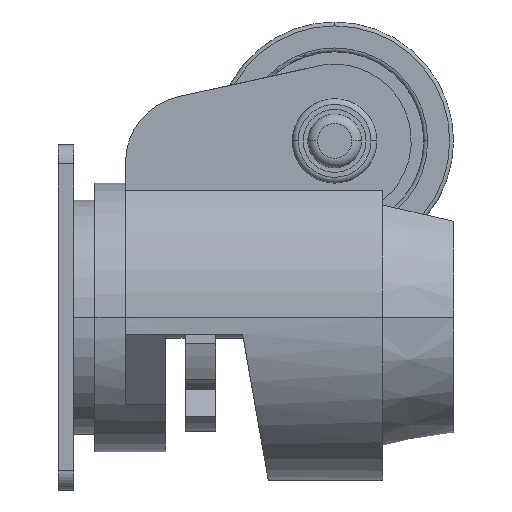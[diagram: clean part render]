
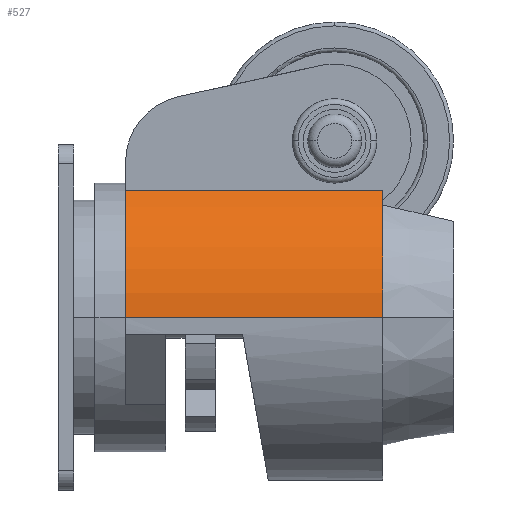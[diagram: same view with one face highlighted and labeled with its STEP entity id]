
A CAD part, left-side view. The second image highlights one B-rep face of the part: STEP entity #527.
In plain terms, the highlighted cylindrical face has radius 42.5 mm (diameter 85 mm), a partial arc.
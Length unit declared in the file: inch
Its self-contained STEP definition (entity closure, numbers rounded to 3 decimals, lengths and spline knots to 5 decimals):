
#14 = EDGE_CURVE ( 'NONE', #1693, #926, #2890, .T. ) ;
#19 = VECTOR ( 'NONE', #2061, 39.37008 ) ;
#129 = CYLINDRICAL_SURFACE ( 'NONE', #5678, 1.67323 ) ;
#527 = ADVANCED_FACE ( 'NONE', ( #4559 ), #129, .T. ) ;
#658 = AXIS2_PLACEMENT_3D ( 'NONE', #5102, #1003, #2813 ) ;
#926 = VERTEX_POINT ( 'NONE', #4371 ) ;
#1003 = DIRECTION ( 'NONE',  ( 0., 1., 0. ) ) ;
#1186 = CARTESIAN_POINT ( 'NONE',  ( -1.04461, -3.32677, 1.30709 ) ) ;
#1260 = CARTESIAN_POINT ( 'NONE',  ( -1.04461, -2.00787, 1.30709 ) ) ;
#1693 = VERTEX_POINT ( 'NONE', #4700 ) ;
#1789 = DIRECTION ( 'NONE',  ( 0., 1., 0. ) ) ;
#2061 = DIRECTION ( 'NONE',  ( 0., 1., 0. ) ) ;
#2274 = CARTESIAN_POINT ( 'NONE',  ( -1.04461, -0.68898, 1.30709 ) ) ;
#2335 = VECTOR ( 'NONE', #5180, 39.37008 ) ;
#2397 = DIRECTION ( 'NONE',  ( 1., 0., 0. ) ) ;
#2813 = DIRECTION ( 'NONE',  ( 1., 0., 0. ) ) ;
#2856 = CARTESIAN_POINT ( 'NONE',  ( -1.67323, -2.00787, 0. ) ) ;
#2871 = ORIENTED_EDGE ( 'NONE', *, *, #3434, .T. ) ;
#2890 = LINE ( 'NONE', #2856, #2335 ) ;
#3434 = EDGE_CURVE ( 'NONE', #5287, #4391, #5790, .T. ) ;
#3472 = EDGE_LOOP ( 'NONE', ( #5254, #4127, #2871, #4929 ) ) ;
#3599 = CIRCLE ( 'NONE', #3984, 1.67323 ) ;
#3984 = AXIS2_PLACEMENT_3D ( 'NONE', #4051, #1789, #5902 ) ;
#4051 = CARTESIAN_POINT ( 'NONE',  ( 0., -3.32677, 0. ) ) ;
#4127 = ORIENTED_EDGE ( 'NONE', *, *, #4952, .T. ) ;
#4371 = CARTESIAN_POINT ( 'NONE',  ( -1.67323, -0.68898, 0. ) ) ;
#4391 = VERTEX_POINT ( 'NONE', #2274 ) ;
#4559 = FACE_OUTER_BOUND ( 'NONE', #3472, .T. ) ;
#4617 = DIRECTION ( 'NONE',  ( 0., 1., 0. ) ) ;
#4700 = CARTESIAN_POINT ( 'NONE',  ( -1.67323, -3.32677, 0. ) ) ;
#4929 = ORIENTED_EDGE ( 'NONE', *, *, #5577, .F. ) ;
#4944 = CIRCLE ( 'NONE', #658, 1.67323 ) ;
#4952 = EDGE_CURVE ( 'NONE', #1693, #5287, #3599, .T. ) ;
#5091 = CARTESIAN_POINT ( 'NONE',  ( 0., -2.00787, 0. ) ) ;
#5102 = CARTESIAN_POINT ( 'NONE',  ( 0., -0.68898, 0. ) ) ;
#5180 = DIRECTION ( 'NONE',  ( 0., 1., 0. ) ) ;
#5254 = ORIENTED_EDGE ( 'NONE', *, *, #14, .F. ) ;
#5287 = VERTEX_POINT ( 'NONE', #1186 ) ;
#5577 = EDGE_CURVE ( 'NONE', #926, #4391, #4944, .T. ) ;
#5678 = AXIS2_PLACEMENT_3D ( 'NONE', #5091, #4617, #2397 ) ;
#5790 = LINE ( 'NONE', #1260, #19 ) ;
#5902 = DIRECTION ( 'NONE',  ( 1., 0., 0. ) ) ;
